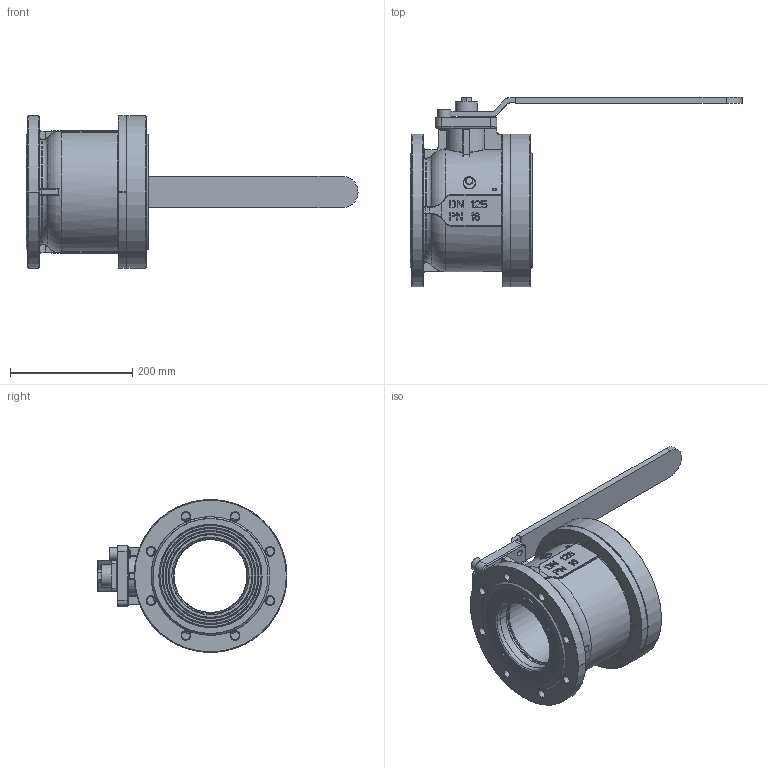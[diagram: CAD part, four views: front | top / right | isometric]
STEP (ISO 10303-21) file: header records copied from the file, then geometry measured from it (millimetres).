
FILE_DESCRIPTION(/* description */ ('Unknown'),/* implementation_level */ '2;1');
FILE_NAME(/* name */ '909-13_(4.150_160.125)',/* time_stamp */ '2021-04-28T13:38:20+02:00',/* author */ ('Unknown'),/* organization */ ('Unknown'),/* preprocessor_version */ 'ST-DEVELOPER v16.7',/* originating_system */ 'Solid Edge',/* authorisation */ 'Unknown');
FILE_SCHEMA (('AUTOMOTIVE_DESIGN {1 0 10303 214 3 1 1}'));
Length unit declared in the file: millimetre
Products named in the file (3): 4.150_160.125; TRM_SRF; ivr-77-78-dn125
Assembly tree (2 placements, depth 2):
  4.150_160.125
    TRM_SRF
    ivr-77-78-dn125
Bounding box: 543 x 310.5 x 250 mm (x, y, z)
Volume: 2028848.7 mm3; surface area: 916626.9 mm2
Topology: 7 solids, 1106 shells, 1783 faces, 7323 edges, 6666 vertices
Faces by surface type: plane 1146, cylinder 304, cone 149, bspline 89, torus 75, sphere 20
Full cylindrical faces by diameter (mm): 4 x1, 8.5 x3, 10 x2, 10.5 x1, 11 x8, 14 x8, 16 x24, 17 x8, 21 x1, 24.8 x2, 25.3 x1, 29 x5, 29.2 x2, 30 x1, 36 x1, 40 x2, 44 x1, 45.8 x1, 48 x1, 119 x2, 120 x2, 126 x1, 148 x3, 173 x1, 181.5 x2, 250 x1
Entity records: 96073 total; most frequent: CARTESIAN_POINT 28315, DIRECTION 10519, ORIENTED_EDGE 8665, EDGE_CURVE 7140, VERTEX_POINT 6676, LINE 4907, VECTOR 4907, AXIS2_PLACEMENT_3D 2806
